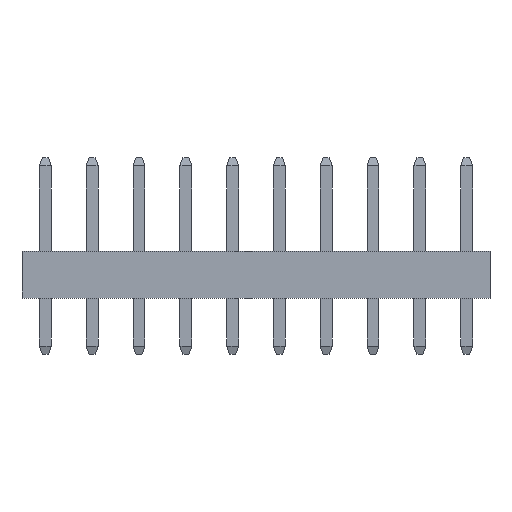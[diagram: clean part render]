
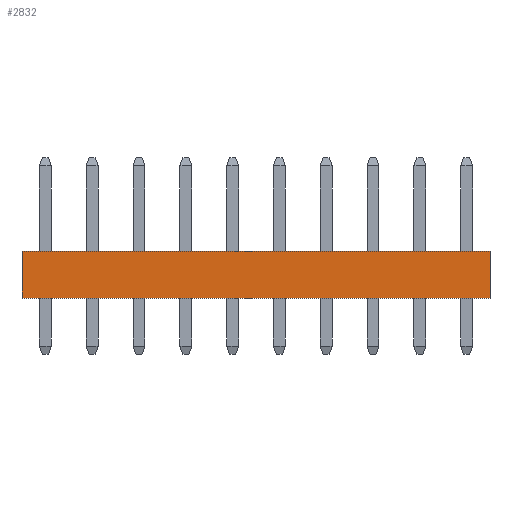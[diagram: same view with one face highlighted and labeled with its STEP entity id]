
A CAD part, left-side view. The second image highlights one B-rep face of the part: STEP entity #2832.
In plain terms, the highlighted planar face has unit normal (-1, 0, 0).
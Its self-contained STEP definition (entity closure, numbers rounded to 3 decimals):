
#625 = PLANE('',#626);
#626 = AXIS2_PLACEMENT_3D('',#627,#628,#629);
#627 = CARTESIAN_POINT('',(1.,-11.,2.));
#628 = DIRECTION('',(0.,-1.,0.));
#629 = DIRECTION('',(1.,0.,0.));
#681 = PLANE('',#682);
#682 = AXIS2_PLACEMENT_3D('',#683,#684,#685);
#683 = CARTESIAN_POINT('',(1.,9.,2.));
#684 = DIRECTION('',(0.,-1.,0.));
#685 = DIRECTION('',(1.,0.,0.));
#1303 = PLANE('',#1304);
#1304 = AXIS2_PLACEMENT_3D('',#1305,#1306,#1307);
#1305 = CARTESIAN_POINT('',(1.,9.,2.));
#1306 = DIRECTION('',(0.,0.,-1.));
#1307 = DIRECTION('',(-1.,0.,0.));
#1868 = VERTEX_POINT('',#1869);
#1869 = CARTESIAN_POINT('',(-1.,-11.,2.));
#1921 = VERTEX_POINT('',#1922);
#1922 = CARTESIAN_POINT('',(-1.,9.,2.));
#1943 = EDGE_CURVE('',#1921,#1868,#1944,.T.);
#1944 = SURFACE_CURVE('',#1945,(#1949,#1956),.PCURVE_S1.);
#1945 = LINE('',#1946,#1947);
#1946 = CARTESIAN_POINT('',(-1.,9.,2.));
#1947 = VECTOR('',#1948,1.);
#1948 = DIRECTION('',(0.,-1.,0.));
#1949 = PCURVE('',#1303,#1950);
#1950 = DEFINITIONAL_REPRESENTATION('',(#1951),#1955);
#1951 = LINE('',#1952,#1953);
#1952 = CARTESIAN_POINT('',(2.,0.));
#1953 = VECTOR('',#1954,1.);
#1954 = DIRECTION('',(0.,-1.));
#1955 = ( GEOMETRIC_REPRESENTATION_CONTEXT(2) 
PARAMETRIC_REPRESENTATION_CONTEXT() REPRESENTATION_CONTEXT('2D SPACE',''
  ) );
#1956 = PCURVE('',#1957,#1962);
#1957 = PLANE('',#1958);
#1958 = AXIS2_PLACEMENT_3D('',#1959,#1960,#1961);
#1959 = CARTESIAN_POINT('',(-1.,9.,0.41));
#1960 = DIRECTION('',(1.,0.,0.));
#1961 = DIRECTION('',(0.,1.,0.));
#1962 = DEFINITIONAL_REPRESENTATION('',(#1963),#1967);
#1963 = LINE('',#1964,#1965);
#1964 = CARTESIAN_POINT('',(0.,1.59));
#1965 = VECTOR('',#1966,1.);
#1966 = DIRECTION('',(-1.,0.));
#1967 = ( GEOMETRIC_REPRESENTATION_CONTEXT(2) 
PARAMETRIC_REPRESENTATION_CONTEXT() REPRESENTATION_CONTEXT('2D SPACE',''
  ) );
#2728 = PLANE('',#2729);
#2729 = AXIS2_PLACEMENT_3D('',#2730,#2731,#2732);
#2730 = CARTESIAN_POINT('',(-1.,9.,0.));
#2731 = DIRECTION('',(0.,0.,1.));
#2732 = DIRECTION('',(1.,0.,0.));
#2766 = VERTEX_POINT('',#2767);
#2767 = CARTESIAN_POINT('',(-1.,-11.,0.));
#2788 = EDGE_CURVE('',#2789,#2766,#2791,.T.);
#2789 = VERTEX_POINT('',#2790);
#2790 = CARTESIAN_POINT('',(-1.,9.,0.));
#2791 = SURFACE_CURVE('',#2792,(#2796,#2803),.PCURVE_S1.);
#2792 = LINE('',#2793,#2794);
#2793 = CARTESIAN_POINT('',(-1.,9.,0.));
#2794 = VECTOR('',#2795,1.);
#2795 = DIRECTION('',(0.,-1.,0.));
#2796 = PCURVE('',#2728,#2797);
#2797 = DEFINITIONAL_REPRESENTATION('',(#2798),#2802);
#2798 = LINE('',#2799,#2800);
#2799 = CARTESIAN_POINT('',(0.,0.));
#2800 = VECTOR('',#2801,1.);
#2801 = DIRECTION('',(0.,-1.));
#2802 = ( GEOMETRIC_REPRESENTATION_CONTEXT(2) 
PARAMETRIC_REPRESENTATION_CONTEXT() REPRESENTATION_CONTEXT('2D SPACE',''
  ) );
#2803 = PCURVE('',#1957,#2804);
#2804 = DEFINITIONAL_REPRESENTATION('',(#2805),#2809);
#2805 = LINE('',#2806,#2807);
#2806 = CARTESIAN_POINT('',(0.,-0.41));
#2807 = VECTOR('',#2808,1.);
#2808 = DIRECTION('',(-1.,0.));
#2809 = ( GEOMETRIC_REPRESENTATION_CONTEXT(2) 
PARAMETRIC_REPRESENTATION_CONTEXT() REPRESENTATION_CONTEXT('2D SPACE',''
  ) );
#2832 = ADVANCED_FACE('',(#2833),#1957,.F.);
#2833 = FACE_BOUND('',#2834,.T.);
#2834 = EDGE_LOOP('',(#2835,#2856,#2857,#2878));
#2835 = ORIENTED_EDGE('',*,*,#2836,.T.);
#2836 = EDGE_CURVE('',#2766,#1868,#2837,.T.);
#2837 = SURFACE_CURVE('',#2838,(#2842,#2849),.PCURVE_S1.);
#2838 = LINE('',#2839,#2840);
#2839 = CARTESIAN_POINT('',(-1.,-11.,0.41));
#2840 = VECTOR('',#2841,1.);
#2841 = DIRECTION('',(0.,0.,1.));
#2842 = PCURVE('',#1957,#2843);
#2843 = DEFINITIONAL_REPRESENTATION('',(#2844),#2848);
#2844 = LINE('',#2845,#2846);
#2845 = CARTESIAN_POINT('',(-20.,0.));
#2846 = VECTOR('',#2847,1.);
#2847 = DIRECTION('',(0.,1.));
#2848 = ( GEOMETRIC_REPRESENTATION_CONTEXT(2) 
PARAMETRIC_REPRESENTATION_CONTEXT() REPRESENTATION_CONTEXT('2D SPACE',''
  ) );
#2849 = PCURVE('',#625,#2850);
#2850 = DEFINITIONAL_REPRESENTATION('',(#2851),#2855);
#2851 = LINE('',#2852,#2853);
#2852 = CARTESIAN_POINT('',(-2.,-1.59));
#2853 = VECTOR('',#2854,1.);
#2854 = DIRECTION('',(0.,1.));
#2855 = ( GEOMETRIC_REPRESENTATION_CONTEXT(2) 
PARAMETRIC_REPRESENTATION_CONTEXT() REPRESENTATION_CONTEXT('2D SPACE',''
  ) );
#2856 = ORIENTED_EDGE('',*,*,#1943,.F.);
#2857 = ORIENTED_EDGE('',*,*,#2858,.F.);
#2858 = EDGE_CURVE('',#2789,#1921,#2859,.T.);
#2859 = SURFACE_CURVE('',#2860,(#2864,#2871),.PCURVE_S1.);
#2860 = LINE('',#2861,#2862);
#2861 = CARTESIAN_POINT('',(-1.,9.,0.));
#2862 = VECTOR('',#2863,1.);
#2863 = DIRECTION('',(0.,0.,1.));
#2864 = PCURVE('',#1957,#2865);
#2865 = DEFINITIONAL_REPRESENTATION('',(#2866),#2870);
#2866 = LINE('',#2867,#2868);
#2867 = CARTESIAN_POINT('',(0.,-0.41));
#2868 = VECTOR('',#2869,1.);
#2869 = DIRECTION('',(0.,1.));
#2870 = ( GEOMETRIC_REPRESENTATION_CONTEXT(2) 
PARAMETRIC_REPRESENTATION_CONTEXT() REPRESENTATION_CONTEXT('2D SPACE',''
  ) );
#2871 = PCURVE('',#681,#2872);
#2872 = DEFINITIONAL_REPRESENTATION('',(#2873),#2877);
#2873 = LINE('',#2874,#2875);
#2874 = CARTESIAN_POINT('',(-2.,-2.));
#2875 = VECTOR('',#2876,1.);
#2876 = DIRECTION('',(0.,1.));
#2877 = ( GEOMETRIC_REPRESENTATION_CONTEXT(2) 
PARAMETRIC_REPRESENTATION_CONTEXT() REPRESENTATION_CONTEXT('2D SPACE',''
  ) );
#2878 = ORIENTED_EDGE('',*,*,#2788,.T.);
